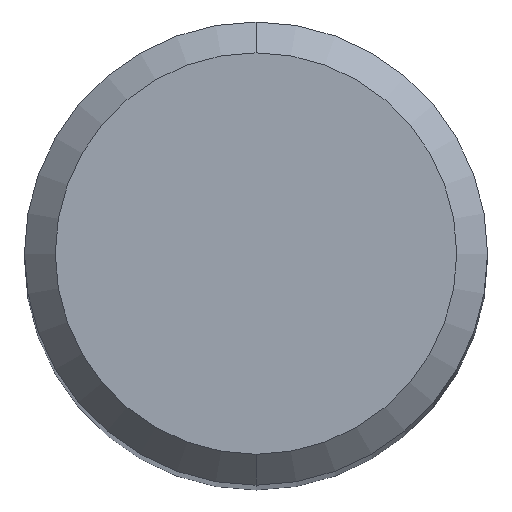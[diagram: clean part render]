
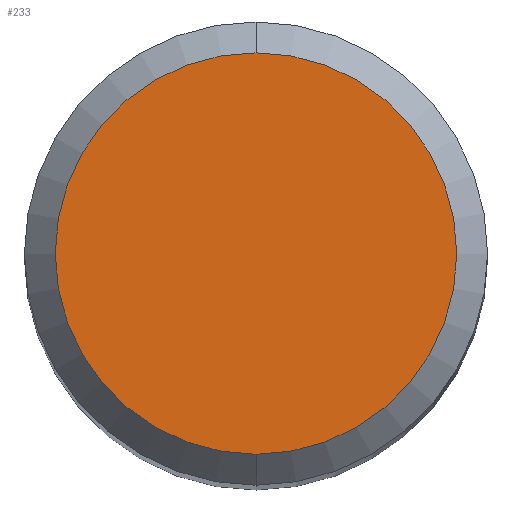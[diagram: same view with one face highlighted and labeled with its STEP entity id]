
A CAD part, top view. The second image highlights one B-rep face of the part: STEP entity #233.
In plain terms, the highlighted planar face has unit normal (0, 0, 1).
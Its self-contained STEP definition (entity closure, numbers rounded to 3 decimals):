
#233=ADVANCED_FACE('',(#561),#562,.T.);
#355=EDGE_CURVE('',#417,#487,#696,.T.);
#373=EDGE_CURVE('',#487,#417,#715,.T.);
#417=VERTEX_POINT('',#761);
#487=VERTEX_POINT('',#841);
#561=FACE_OUTER_BOUND('',#956,.T.);
#562=PLANE('',#957);
#696=CIRCLE('',#1205,2.6);
#715=CIRCLE('',#1237,2.6);
#761=CARTESIAN_POINT('',(0.,-2.6,0.0));
#841=CARTESIAN_POINT('',(0.0,2.6,0.0));
#956=EDGE_LOOP('',(#1576,#1577));
#957=AXIS2_PLACEMENT_3D('',#1578,#1579,#1580);
#1205=AXIS2_PLACEMENT_3D('',#1733,#1734,#1735);
#1237=AXIS2_PLACEMENT_3D('',#1752,#1753,#1754);
#1576=ORIENTED_EDGE('',*,*,#373,.F.);
#1577=ORIENTED_EDGE('',*,*,#355,.F.);
#1578=CARTESIAN_POINT('',(0.0,1.3,0.0));
#1579=DIRECTION('',(-0.0,0.0,1.0));
#1580=DIRECTION('',(0.0,-1.0,0.0));
#1733=CARTESIAN_POINT('',(0.0,0.0,0.0));
#1734=DIRECTION('',(0.0,0.0,-1.0));
#1735=DIRECTION('',(0.0,1.0,0.0));
#1752=CARTESIAN_POINT('',(0.0,0.0,0.0));
#1753=DIRECTION('',(0.0,0.0,-1.0));
#1754=DIRECTION('',(0.0,1.0,0.0));
